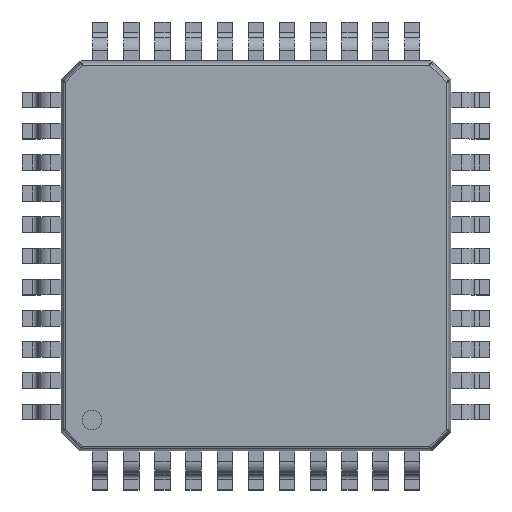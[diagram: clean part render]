
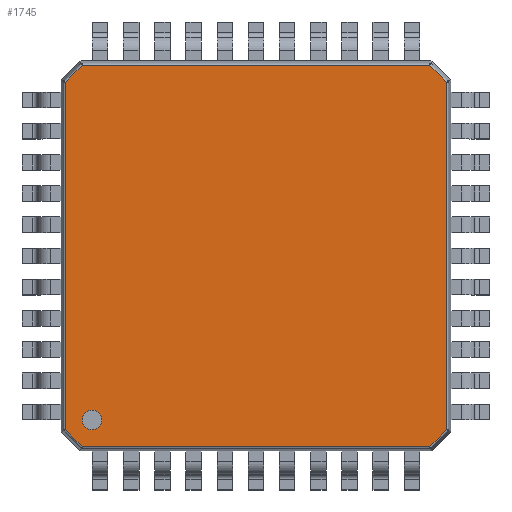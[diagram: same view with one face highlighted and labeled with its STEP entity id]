
A CAD part, top view. The second image highlights one B-rep face of the part: STEP entity #1745.
In plain terms, the highlighted planar face has unit normal (0, 0, 1).
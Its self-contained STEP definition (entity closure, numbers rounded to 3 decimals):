
#250=LINE('',#2662,#400);
#266=LINE('',#2730,#416);
#282=LINE('',#2791,#432);
#286=LINE('',#2804,#436);
#290=LINE('',#2831,#440);
#292=LINE('',#2834,#442);
#324=LINE('',#2897,#474);
#336=LINE('',#2915,#486);
#400=VECTOR('',#2070,10.);
#416=VECTOR('',#2134,10.);
#432=VECTOR('',#2190,10.);
#436=VECTOR('',#2206,10.);
#440=VECTOR('',#2238,10.);
#442=VECTOR('',#2242,10.);
#474=VECTOR('',#2314,10.);
#486=VECTOR('',#2338,10.);
#548=PLANE('',#1911);
#567=FACE_BOUND('',#740,.T.);
#642=FACE_OUTER_BOUND('',#739,.T.);
#739=EDGE_LOOP('',(#1505,#1506,#1507,#1508,#1509,#1510,#1511,#1512));
#740=EDGE_LOOP('',(#1513));
#763=CIRCLE('',#1773,0.25);
#821=VERTEX_POINT('',#2578);
#832=VERTEX_POINT('',#2602);
#854=VERTEX_POINT('',#2650);
#857=VERTEX_POINT('',#2657);
#882=VERTEX_POINT('',#2718);
#885=VERTEX_POINT('',#2725);
#908=VERTEX_POINT('',#2783);
#913=VERTEX_POINT('',#2799);
#922=VERTEX_POINT('',#2826);
#955=EDGE_CURVE('',#821,#821,#763,.T.);
#993=EDGE_CURVE('',#832,#857,#250,.T.);
#1025=EDGE_CURVE('',#857,#885,#266,.T.);
#1054=EDGE_CURVE('',#908,#882,#282,.T.);
#1061=EDGE_CURVE('',#885,#913,#286,.T.);
#1074=EDGE_CURVE('',#913,#922,#290,.T.);
#1076=EDGE_CURVE('',#922,#908,#292,.T.);
#1113=EDGE_CURVE('',#882,#854,#324,.T.);
#1125=EDGE_CURVE('',#854,#832,#336,.T.);
#1505=ORIENTED_EDGE('',*,*,#1054,.F.);
#1506=ORIENTED_EDGE('',*,*,#1076,.F.);
#1507=ORIENTED_EDGE('',*,*,#1074,.F.);
#1508=ORIENTED_EDGE('',*,*,#1061,.F.);
#1509=ORIENTED_EDGE('',*,*,#1025,.F.);
#1510=ORIENTED_EDGE('',*,*,#993,.F.);
#1511=ORIENTED_EDGE('',*,*,#1125,.F.);
#1512=ORIENTED_EDGE('',*,*,#1113,.F.);
#1513=ORIENTED_EDGE('',*,*,#955,.T.);
#1745=ADVANCED_FACE('',(#642,#567),#548,.T.);
#1773=AXIS2_PLACEMENT_3D('',#2579,#1995,#1996);
#1911=AXIS2_PLACEMENT_3D('',#2956,#2398,#2399);
#1995=DIRECTION('center_axis',(0.,0.,-1.));
#1996=DIRECTION('ref_axis',(-1.,0.,0.));
#2070=DIRECTION('',(0.,1.,0.));
#2134=DIRECTION('',(0.707,0.707,0.));
#2190=DIRECTION('',(-0.707,-0.707,0.));
#2206=DIRECTION('',(1.,0.,0.));
#2238=DIRECTION('',(0.707,-0.707,0.));
#2242=DIRECTION('',(0.,-1.,0.));
#2314=DIRECTION('',(-1.,0.,0.));
#2338=DIRECTION('',(-0.707,0.707,0.));
#2398=DIRECTION('center_axis',(0.,0.,1.));
#2399=DIRECTION('ref_axis',(1.,0.,0.));
#2578=CARTESIAN_POINT('',(-3.954,-4.204,1.));
#2579=CARTESIAN_POINT('Origin',(-4.204,-4.204,1.));
#2602=CARTESIAN_POINT('',(-4.889,-4.454,1.));
#2650=CARTESIAN_POINT('',(-4.454,-4.889,1.));
#2657=CARTESIAN_POINT('',(-4.889,4.454,1.));
#2662=CARTESIAN_POINT('',(-4.889,1.125,1.));
#2718=CARTESIAN_POINT('',(4.454,-4.889,1.));
#2725=CARTESIAN_POINT('',(-4.454,4.889,1.));
#2730=CARTESIAN_POINT('',(-4.609,4.734,1.));
#2783=CARTESIAN_POINT('',(4.889,-4.454,1.));
#2791=CARTESIAN_POINT('',(4.609,-4.734,1.));
#2799=CARTESIAN_POINT('',(4.454,4.889,1.));
#2804=CARTESIAN_POINT('',(1.125,4.889,1.));
#2826=CARTESIAN_POINT('',(4.889,4.454,1.));
#2831=CARTESIAN_POINT('',(4.734,4.609,1.));
#2834=CARTESIAN_POINT('',(4.889,-1.125,1.));
#2897=CARTESIAN_POINT('',(-1.125,-4.889,1.));
#2915=CARTESIAN_POINT('',(-4.734,-4.609,1.));
#2956=CARTESIAN_POINT('Origin',(0.,0.,
1.));
